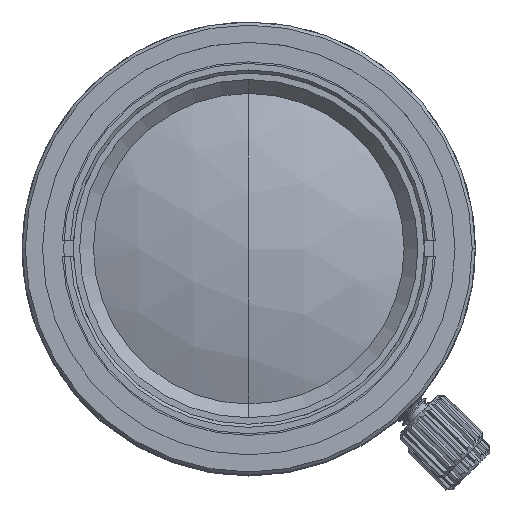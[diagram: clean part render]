
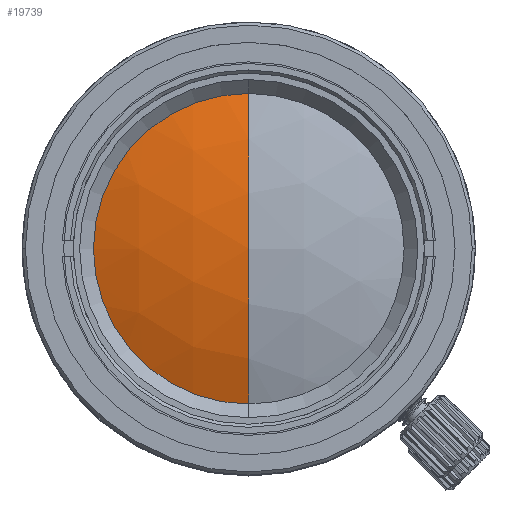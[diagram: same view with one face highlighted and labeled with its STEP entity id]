
A CAD part, top view. The second image highlights one B-rep face of the part: STEP entity #19739.
In plain terms, the highlighted spherical face has radius 27.783 mm.
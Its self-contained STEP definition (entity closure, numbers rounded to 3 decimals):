
#1593 = AXIS2_PLACEMENT_3D ( 'NONE', #8959, #11728, #2544 ) ;
#2544 = DIRECTION ( 'NONE',  ( 0., 0., 1. ) ) ;
#2962 = EDGE_CURVE ( 'NONE', #13872, #23025, #22869, .T. ) ;
#4882 = EDGE_LOOP ( 'NONE', ( #16043, #31127, #10762 ) ) ;
#8058 = EDGE_CURVE ( 'NONE', #15173, #23025, #18035, .T. ) ;
#8959 = CARTESIAN_POINT ( 'NONE',  ( 0., 0., 9.084 ) ) ;
#10219 = CIRCLE ( 'NONE', #16107, 27.783 ) ;
#10762 = ORIENTED_EDGE ( 'NONE', *, *, #2962, .F. ) ;
#10800 = AXIS2_PLACEMENT_3D ( 'NONE', #32770, #12716, #27070 ) ;
#11728 = DIRECTION ( 'NONE',  ( -1., 0., 0. ) ) ;
#12716 = DIRECTION ( 'NONE',  ( 1., 0., 0. ) ) ;
#13872 = VERTEX_POINT ( 'NONE', #30542 ) ;
#15173 = VERTEX_POINT ( 'NONE', #33521 ) ;
#16043 = ORIENTED_EDGE ( 'NONE', *, *, #29249, .F. ) ;
#16107 = AXIS2_PLACEMENT_3D ( 'NONE', #20297, #31702, #31520 ) ;
#16295 = CARTESIAN_POINT ( 'NONE',  ( 0., 10.4, 34.847 ) ) ;
#18035 = CIRCLE ( 'NONE', #1593, 27.783 ) ;
#19739 = ADVANCED_FACE ( 'NONE', ( #32578 ), #30020, .T. ) ;
#20297 = CARTESIAN_POINT ( 'NONE',  ( 0., 0., 9.084 ) ) ;
#22869 = CIRCLE ( 'NONE', #25806, 10.4 ) ;
#23025 = VERTEX_POINT ( 'NONE', #16295 ) ;
#25806 = AXIS2_PLACEMENT_3D ( 'NONE', #30629, #30801, #33731 ) ;
#27070 = DIRECTION ( 'NONE',  ( 0., 1., 0. ) ) ;
#29249 = EDGE_CURVE ( 'NONE', #15173, #13872, #10219, .T. ) ;
#30020 = SPHERICAL_SURFACE ( 'NONE', #10800, 27.783 ) ;
#30542 = CARTESIAN_POINT ( 'NONE',  ( 0., -10.4, 34.847 ) ) ;
#30629 = CARTESIAN_POINT ( 'NONE',  ( 0., 0., 34.847 ) ) ;
#30801 = DIRECTION ( 'NONE',  ( 0., 0., -1. ) ) ;
#31127 = ORIENTED_EDGE ( 'NONE', *, *, #8058, .T. ) ;
#31520 = DIRECTION ( 'NONE',  ( 0., 1., 0. ) ) ;
#31702 = DIRECTION ( 'NONE',  ( 1., 0., 0. ) ) ;
#32578 = FACE_OUTER_BOUND ( 'NONE', #4882, .T. ) ;
#32770 = CARTESIAN_POINT ( 'NONE',  ( 0., 0., 9.084 ) ) ;
#33521 = CARTESIAN_POINT ( 'NONE',  ( 0., 0., 36.867 ) ) ;
#33731 = DIRECTION ( 'NONE',  ( 0., 1., 0. ) ) ;
